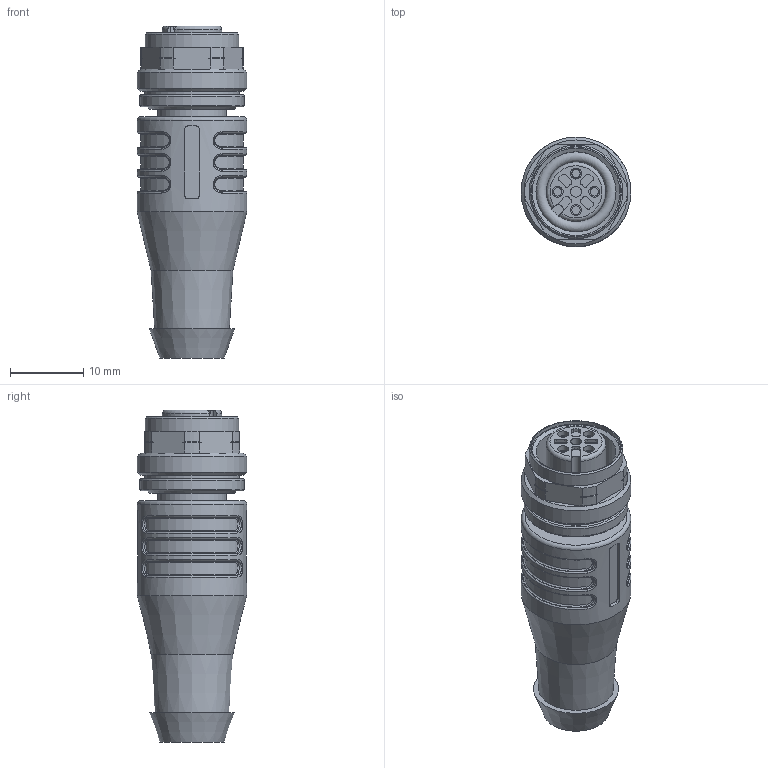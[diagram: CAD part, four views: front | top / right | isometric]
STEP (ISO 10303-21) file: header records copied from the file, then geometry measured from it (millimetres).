
FILE_DESCRIPTION(/* description */ (''),/* implementation_level */ '2;1');
FILE_NAME(/* name */ 'VKA05325.stp',/* time_stamp */ '2016-10-12T09:39:48+02:00',/* author */ ('mitarbeiter'),/* organization */ (''),/* preprocessor_version */ 'ST-DEVELOPER v15.2',/* originating_system */ 'Autodesk Inventor 2014',/* authorisation */ '');
FILE_SCHEMA (('AUTOMOTIVE_DESIGN { 1 0 10303 214 3 1 1 }'));
Length unit declared in the file: millimetre
Products named in the file (1): VKA05325
Bounding box: 15 x 15 x 45.4 mm (x, y, z)
Volume: 5665.4 mm3; surface area: 2939.4 mm2
Topology: 1 solids, 1 shells, 215 faces, 507 edges, 321 vertices
Faces by surface type: cylinder 78, plane 64, torus 29, bspline 24, cone 20
Full cylindrical faces by diameter (mm): 1.15 x4, 1.5 x5, 9.4 x1, 10.95 x1, 12.3 x1, 12.8 x1, 13 x1, 14.25 x1, 15 x2
Entity records: 7418 total; most frequent: CARTESIAN_POINT 2676, DIRECTION 1044, ORIENTED_EDGE 918, EDGE_CURVE 459, AXIS2_PLACEMENT_3D 451, VERTEX_POINT 305, EDGE_LOOP 274, CIRCLE 259
